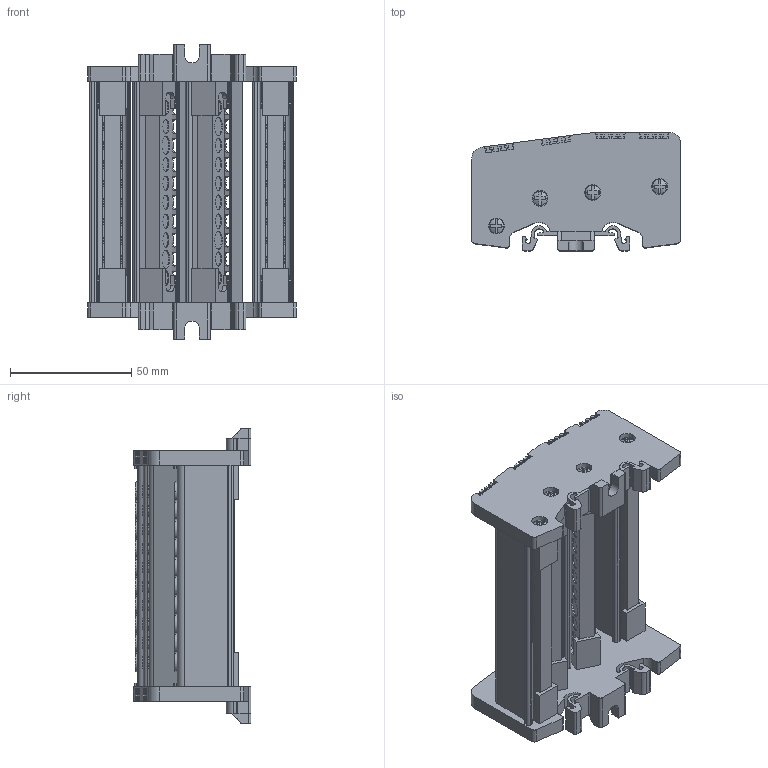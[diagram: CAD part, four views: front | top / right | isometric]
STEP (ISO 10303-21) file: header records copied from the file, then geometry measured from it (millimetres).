
FILE_DESCRIPTION (( 'STEP AP203' ), '1' );
FILE_NAME ('7x12 Dört Kutuplu Daðýtýcý Ünite - 10 Delikli-düzeltilmiþ.STEP', '2019-01-22T12:23:11', ( '' ), ( '' ), 'SwSTEP 2.0', 'SolidWorks 2011', '' );
FILE_SCHEMA (( 'CONFIG_CONTROL_DESIGN' ));
Length unit declared in the file: millimetre
Products named in the file (1): 7x12 Dört Kutuplu Daðýtýcý Ünite - 10 Delikli-düzeltilmiþ
Bounding box: 86 x 48.5 x 121.2 mm (x, y, z)
Volume: 99061 mm3; surface area: 85085.4 mm2
Topology: 1 solids, 17 shells, 3411 faces, 9639 edges, 6382 vertices
Faces by surface type: plane 1684, cylinder 1108, cone 503, bspline 88, torus 28
Entity records: 114029 total; most frequent: CARTESIAN_POINT 23936, ORIENTED_EDGE 19278, DIRECTION 18912, EDGE_CURVE 9639, AXIS2_PLACEMENT_3D 6712, VERTEX_POINT 6382, LINE 5488, VECTOR 5488
